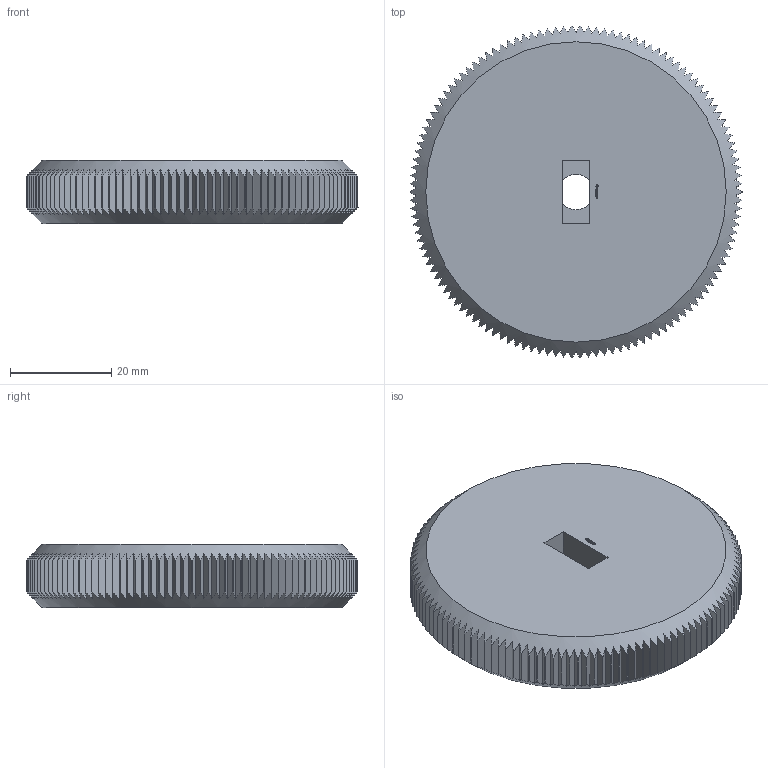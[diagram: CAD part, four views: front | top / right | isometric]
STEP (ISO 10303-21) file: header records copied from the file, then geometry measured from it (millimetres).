
FILE_DESCRIPTION(('FreeCAD Model'),'2;1');
FILE_NAME('Open CASCADE Shape Model','2024-01-03T18:29:45',(''),(''), 'Open CASCADE STEP processor 7.6','FreeCAD','Unknown');
FILE_SCHEMA(('AUTOMOTIVE_DESIGN { 1 0 10303 214 1 1 1 1 }'));
Products named in the file (1): Knob KNR BVD SCR ISR BU01.00x05.25 - SPN-KNB-0016 (stemfie.org)
Bounding box: 65.62 x 65.61 x 12.5 mm (x, y, z)
Volume: 38610.8 mm3; surface area: 10295.8 mm2
Topology: 1 solids, 1 shells, 875 faces, 2514 edges, 1674 vertices
Faces by surface type: plane 575, extrusion 168, cylinder 128, cone 4
Entity records: 63362 total; most frequent: CARTESIAN_POINT 14324, DIRECTION 8712, VECTOR 5248, LINE 5080, ORIENTED_EDGE 5028, PCURVE 5028, DEFINITIONAL_REPRESENTATION 5028, EDGE_CURVE 2514
